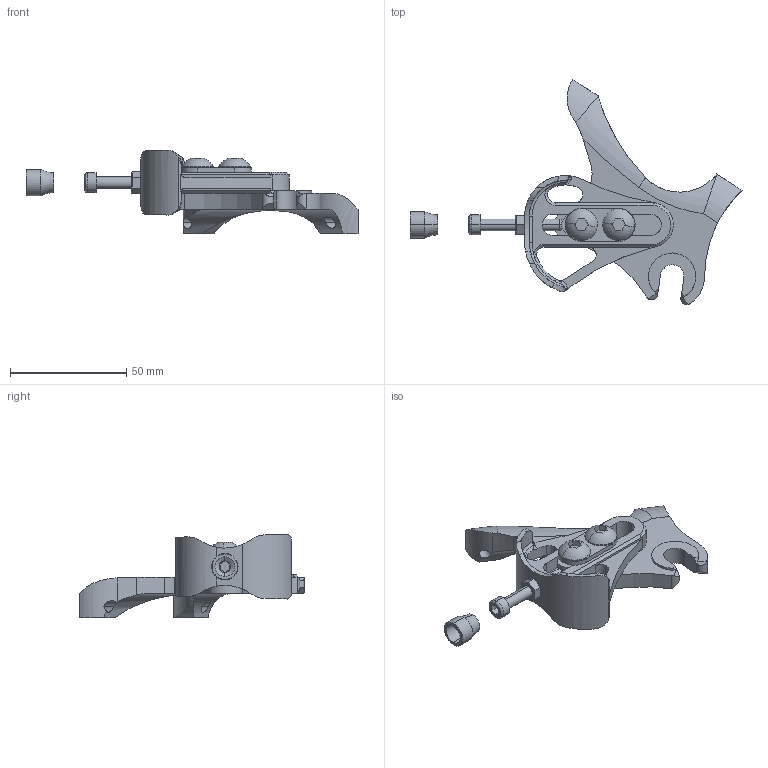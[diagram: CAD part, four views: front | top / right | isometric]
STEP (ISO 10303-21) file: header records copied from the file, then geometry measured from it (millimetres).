
FILE_DESCRIPTION (( 'STEP AP214' ), '1' );
FILE_NAME ('DR4048_Flanged.STEP', '2015-06-18T22:24:51', ( 'Accounting' ), ( 'Microsoft' ), 'SwSTEP 2.0', 'SolidWorks 2015', '' );
FILE_SCHEMA (( 'AUTOMOTIVE_DESIGN' ));
Length unit declared in the file: inch
Products named in the file (8): DR4049; DR4048_Flanged; DS0001; MS5001; MS2016; MS2013; MS2012; MS1013
Assembly tree (8 placements, depth 2):
  DR4048_Flanged
    DR4049
    MS1013
    MS2012  x2
    MS2013
    MS2016
    MS5001
    DS0001
Bounding box: 143.03 x 97.01 x 35.87 mm (x, y, z)
Volume: 41150.1 mm3; surface area: 22506.3 mm2
Topology: 8 solids, 8 shells, 299 faces, 773 edges, 488 vertices
Faces by surface type: cylinder 128, plane 88, cone 38, torus 24, bspline 17, sphere 4
Entity records: 10995 total; most frequent: CARTESIAN_POINT 4047, ORIENTED_EDGE 1470, DIRECTION 1270, EDGE_CURVE 735, AXIS2_PLACEMENT_3D 502, VERTEX_POINT 464, EDGE_LOOP 307, ADVANCED_FACE 284
